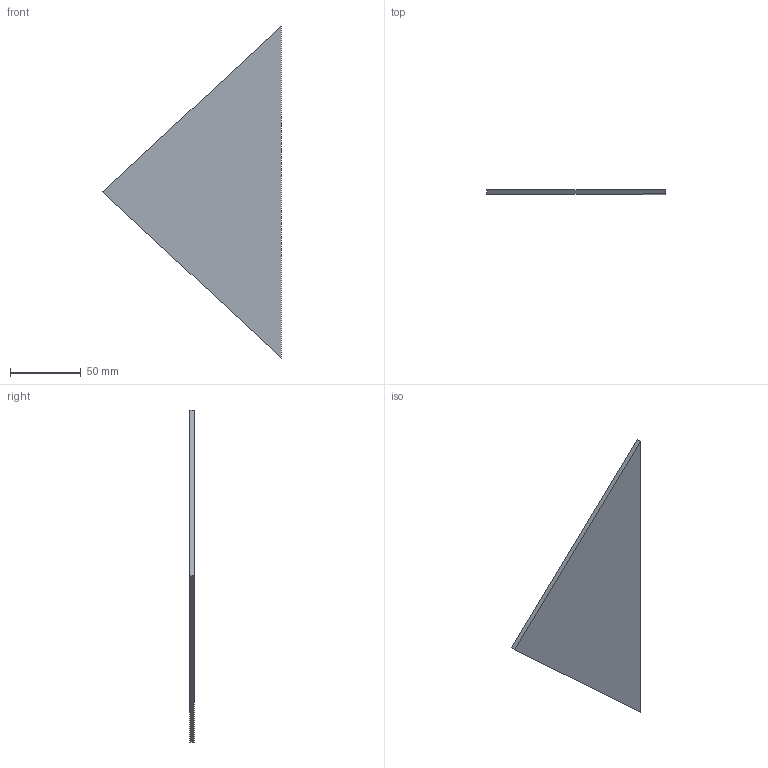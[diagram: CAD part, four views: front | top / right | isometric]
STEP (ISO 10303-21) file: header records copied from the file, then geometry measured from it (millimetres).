
FILE_DESCRIPTION(/* description */ (''),/* implementation_level */ '2;1');
FILE_NAME(/* name */ 'GE-18127-07_Blue.ipt.stp',/* time_stamp */ '2018-01-01T11:20:40-08:00',/* author */ ('PhillipD'),/* organization */ (''),/* preprocessor_version */ 'ST-DEVELOPER v16.13',/* originating_system */ 'Autodesk Inventor 2018',/* authorisation */ '');
FILE_SCHEMA (('AUTOMOTIVE_DESIGN { 1 0 10303 214 3 1 1 }'));
Length unit declared in the file: inch
Products named in the file (1): GE-18127-07_Blue
Bounding box: 125.39 x 3.17 x 233.86 mm (x, y, z)
Volume: 46551.1 mm3; surface area: 31154.7 mm2
Topology: 1 solids, 1 shells, 5 faces, 9 edges, 6 vertices
Faces by surface type: plane 5
Entity records: 164 total; most frequent: DIRECTION 21, CARTESIAN_POINT 21, ORIENTED_EDGE 18, LINE 9, VECTOR 9, EDGE_CURVE 9, VERTEX_POINT 6, AXIS2_PLACEMENT_3D 6
